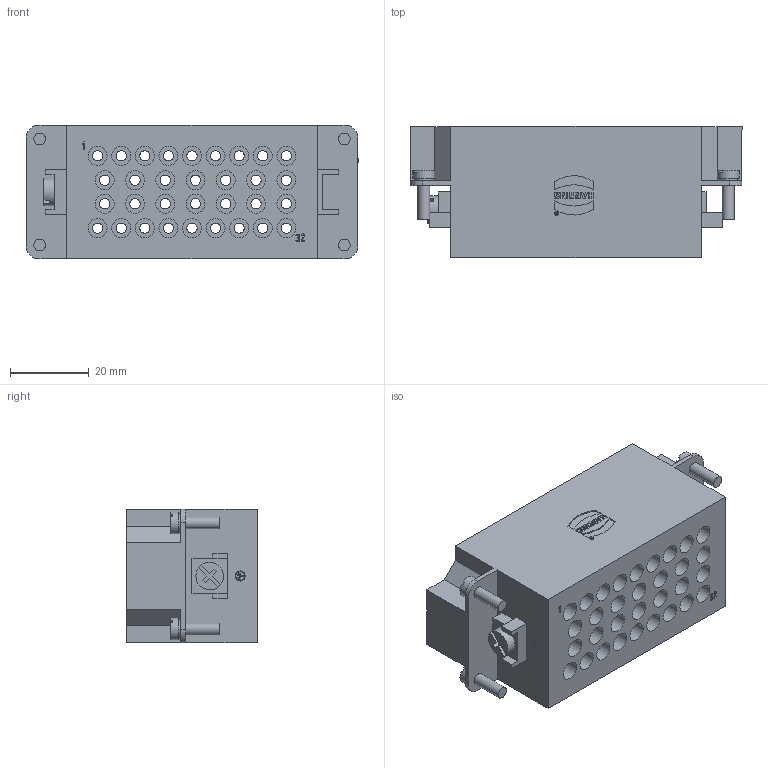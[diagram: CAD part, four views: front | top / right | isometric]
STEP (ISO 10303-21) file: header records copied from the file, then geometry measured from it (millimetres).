
FILE_DESCRIPTION(/* description */ (''),/* implementation_level */ '2;1');
FILE_NAME(/* name */ '100142789ugm000_b.stp',/* time_stamp */ '2017-10-26T12:21:05+02:00',/* author */ (''),/* organization */ (''),/* preprocessor_version */ 'ST-DEVELOPER v16',/* originating_system */ 'SIEMENS PLM Software NX 10.0',/* authorisation */ '');
FILE_SCHEMA (('AUTOMOTIVE_DESIGN { 1 0 10303 214 3 1 1 1 }'));
Length unit declared in the file: millimetre
Products named in the file (1): 100142789ugm000_b
Bounding box: 84.5 x 33.3 x 34 mm (x, y, z)
Volume: 46096.4 mm3; surface area: 24836.4 mm2
Topology: 1 solids, 1 shells, 578 faces, 1499 edges, 1031 vertices
Faces by surface type: plane 465, cylinder 109, bspline 4
Full cylindrical faces by diameter (mm): 0.753 x1, 0.986 x1, 2.304 x1, 2.56 x1, 2.6 x32, 3 x4, 4 x1, 4.7 x4, 4.8 x32, 5.499 x4, 7 x1
Entity records: 19219 total; most frequent: CARTESIAN_POINT 3137, ORIENTED_EDGE 2834, DIRECTION 2787, EDGE_CURVE 1417, LINE 1169, VECTOR 1169, VERTEX_POINT 998, AXIS2_PLACEMENT_3D 809
